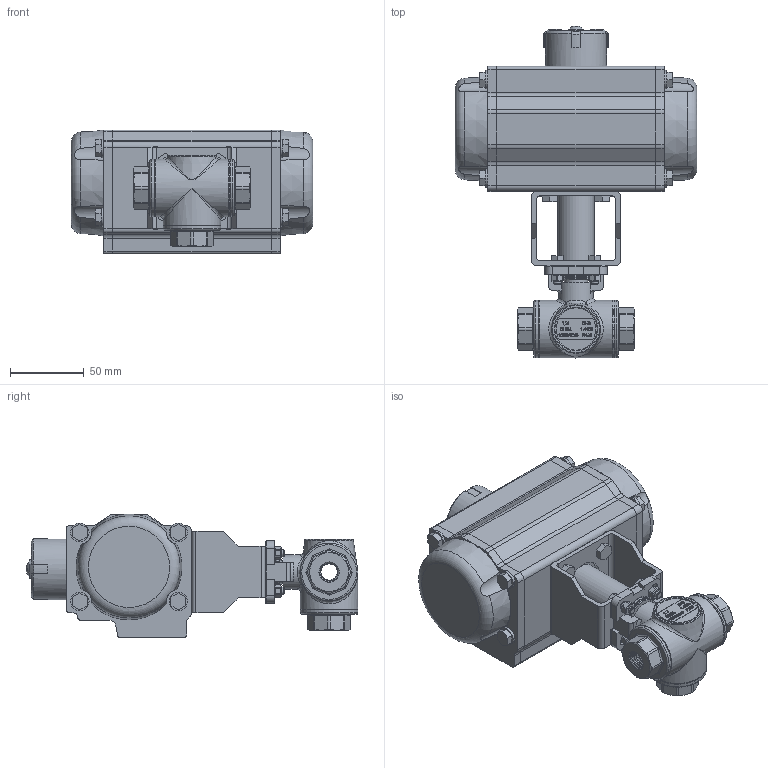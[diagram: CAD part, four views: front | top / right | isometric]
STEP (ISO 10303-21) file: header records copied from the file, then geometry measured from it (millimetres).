
FILE_DESCRIPTION(/* description */ ('Unknown','CAx-IF Rec.Pracs.---Representation and Presentation of Product Manufacturing Information (PMI)---4.0---2014-10-13','CAx-IF Rec.Pracs.---3D Tessellated Geometry---0.4---2014-09-14','2;1'),/* implementation_level */ '2;1');
FILE_NAME(/* name */ 'FR02 9334_9335-02',/* time_stamp */ '2023-10-31T10:18:16+01:00',/* author */ ('Unknown'),/* organization */ ('Unknown'),/* preprocessor_version */ 'ST-DEVELOPER v18.102',/* originating_system */ 'Solid Edge',/* authorisation */ 'Unknown');
FILE_SCHEMA (('AP242_MANAGED_MODEL_BASED_3D_ENGINEERING_MIM_LF { 1 0 10303 442 1 1 4 }'));
Products named in the file (21): FR26-8.303_308.010; 8.303_308.010; Brücke F03-F05; DW36_FR26 mit Stellungsanzeiger; DW36.stp-1; Deckel_re; Deckel_li; ZylinderDW36; DIN125-6_4.1.2; DIN125-6_4.2.3; DIN558_M_6x12.2; DIN558_M_6x12.1.3; Stellungsanzeiger; DIN558_M_5x40.1; Zeiger.1; Zeiger; K_S_vrper; Spindeladapter SW14, Aufbau 50; DIN558 M5x16; DIN934_M5
Assembly tree (41 placements, depth 4):
  FR26-8.303_308.010
    8.303_308.010
    Brücke F03-F05
    DW36_FR26 mit Stellungsanzeiger
      DW36.stp-1
        Deckel_re
        Deckel_li
        ZylinderDW36
      DIN125-6_4.1.2  x4
      DIN125-6_4.2.3  x4
      DIN558_M_6x12.2  x4
      DIN558_M_6x12.1.3  x4
      Stellungsanzeiger
        DIN558_M_5x40.1
        Zeiger.1
        Zeiger
        K_S_vrper
    Spindeladapter SW14, Aufbau 50
    DIN558 M5x16  x4
    DIN558_M_6x12.1.3  x4
    DIN934_M5  x4
Bounding box: 163.4 x 224.39 x 83.8 mm (x, y, z)
Volume: 1076086 mm3; surface area: 162736.5 mm2
Topology: 38 solids, 38 shells, 1527 faces, 3968 edges, 2546 vertices
Faces by surface type: plane 790, cylinder 368, bspline 191, cone 82, torus 67, sphere 29
Full cylindrical faces by diameter (mm): 2.5 x4, 4.134 x4, 4.2 x8, 4.917 x4, 5 x5, 6 x16, 6.2 x1, 6.4 x8, 6.647 x4, 7 x4, 10.2 x1, 11 x2, 11.445 x2, 12.5 x8, 15.7 x1, 15.8 x1, 18 x1, 22 x1, 23.5 x1, 25 x2, 25.4 x1, 25.94 x2, 27 x1, 30 x1, 38.314 x1, 39 x5, 41.3 x1
Entity records: 69292 total; most frequent: CARTESIAN_POINT 38005, ORIENTED_EDGE 6404, DIRECTION 5526, EDGE_CURVE 3202, VERTEX_POINT 2147, AXIS2_PLACEMENT_3D 1884, LINE 1758, VECTOR 1758
